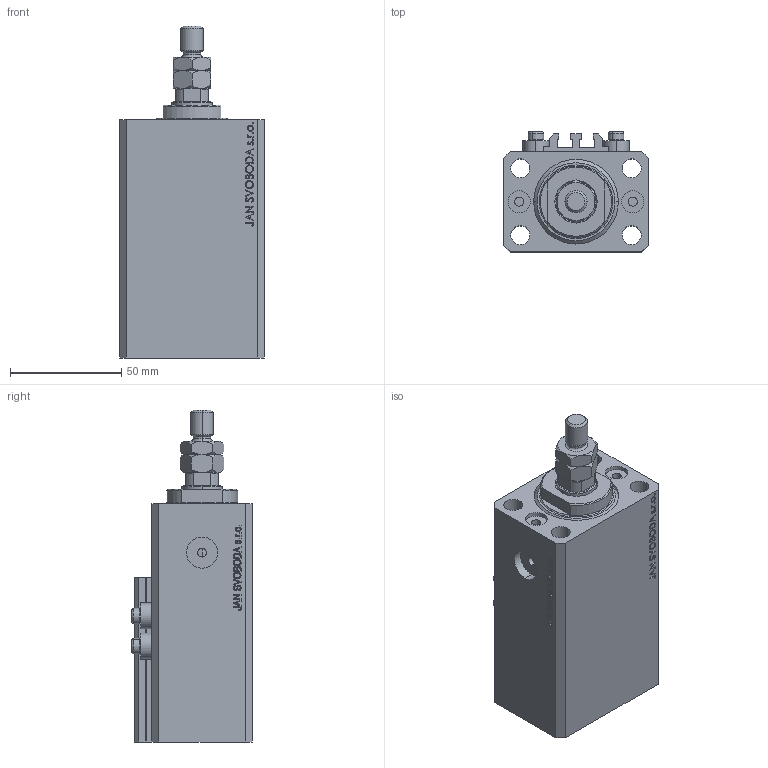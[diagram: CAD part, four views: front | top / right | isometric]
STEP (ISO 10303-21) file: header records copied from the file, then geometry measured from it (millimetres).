
FILE_DESCRIPTION (( 'STEP AP203' ), '1' );
FILE_NAME ('ca90.STEP', '2023-10-08T00:14:09', ( '' ), ( '' ), 'SwSTEP 2.0', 'SolidWorks 2019', '' );
FILE_SCHEMA (( 'CONFIG_CONTROL_DESIGN' ));
Length unit declared in the file: millimetre
Products named in the file (6): V250CE_C_Body 551c3d4deca5c142be4969edd475bd2a; V250CE_VC_C 551c3d4deca5c142be4969edd475bd2a; V250CE_C_VCP 551c3d4deca5c142be4969edd475bd2a; MTA 551c3d4deca5c142be4969edd475bd2a; ALLEN BOLT V250CE 551c3d4deca5c142be4969edd475bd2a; ca90
Assembly tree (8 placements, depth 2):
  ca90
    V250CE_C_Body 551c3d4deca5c142be4969edd475bd2a
    ALLEN BOLT V250CE 551c3d4deca5c142be4969edd475bd2a  x4
    V250CE_C_VCP 551c3d4deca5c142be4969edd475bd2a
    V250CE_VC_C 551c3d4deca5c142be4969edd475bd2a
    MTA 551c3d4deca5c142be4969edd475bd2a
Bounding box: 65 x 54 x 149 mm (x, y, z)
Volume: 293519.2 mm3; surface area: 75673.7 mm2
Topology: 9 solids, 9 shells, 1083 faces, 2698 edges, 1753 vertices
Faces by surface type: plane 519, bspline 374, cylinder 90, cone 84, torus 16
Entity records: 48789 total; most frequent: CARTESIAN_POINT 26392, ORIENTED_EDGE 5086, DIRECTION 3217, EDGE_CURVE 2543, VERTEX_POINT 1669, VECTOR 1505, LINE 1505, EDGE_LOOP 1132
